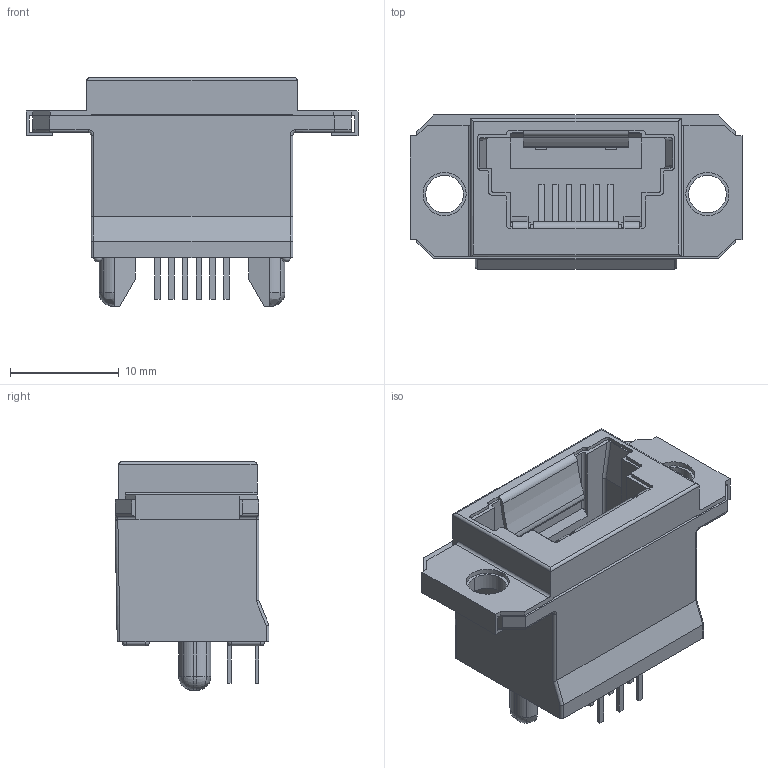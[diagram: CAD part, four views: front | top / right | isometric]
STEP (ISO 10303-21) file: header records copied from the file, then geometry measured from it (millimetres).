
FILE_DESCRIPTION((''),'2;1');
FILE_NAME('C-5-1761183-2','2019-03-26T03:03:43',('workeradm'),('TE Connectivity Ltd.'),'CREO PARAMETRIC BY PTC INC, 2018190','CREO PARAMETRIC BY PTC INC, 2018190','');
FILE_SCHEMA(('AUTOMOTIVE_DESIGN { 1 0 10303 214 1 1 1 1 }'));
Length unit declared in the file: millimetre
Products named in the file (1): C-5-1761183-2
Bounding box: 30.48 x 14.12 x 20.97 mm (x, y, z)
Volume: 2706.6 mm3; surface area: 3036.5 mm2
Topology: 1 solids, 1 shells, 347 faces, 949 edges, 607 vertices
Faces by surface type: plane 225, cylinder 102, sphere 12, torus 4, bspline 4
Entity records: 11062 total; most frequent: CARTESIAN_POINT 2171, ORIENTED_EDGE 1882, DIRECTION 1776, EDGE_CURVE 941, VECTOR 720, LINE 720, VERTEX_POINT 607, AXIS2_PLACEMENT_3D 528
